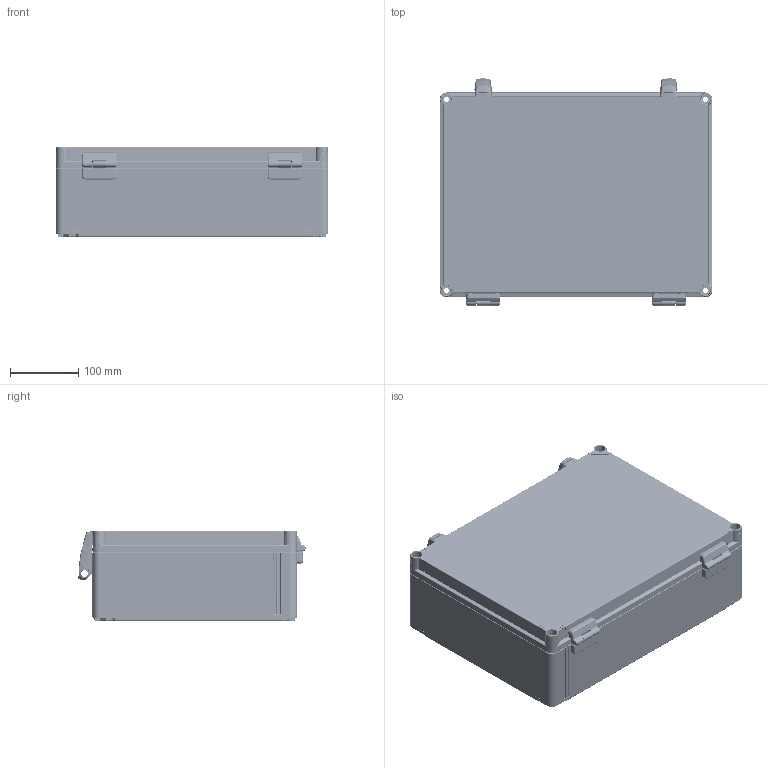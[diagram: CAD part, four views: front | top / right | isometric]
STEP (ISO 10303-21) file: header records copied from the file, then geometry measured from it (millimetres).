
FILE_DESCRIPTION((''),'2;1');
FILE_NAME('WPCP304013G_ASM','2009-01-05T',('pasi_koskela'),(''),'PRO/ENGINEER BY PARAMETRIC TECHNOLOGY CORPORATION, 2008250','PRO/ENGINEER BY PARAMETRIC TECHNOLOGY CORPORATION, 2008250','');
FILE_SCHEMA(('AUTOMOTIVE_DESIGN_CC2 { 1 2 10303 214 -1 1 5 2 }'));
Products named in the file (12): OPCP304010B_AF1; OPCG304003L_AF0; SARANA_KOTELO; SARANA_KANSI; CUBO_O_SARANATAPPI; CUBO_O_HINGE_ASM; PMR2426_KIINNITYSALUSTA; PMR2427_NIVEL; PMR2425_YL_KIINNITYS; PMR2428_ALAKIINNITYS; UUSISALPA_ASM; WPCP304013G_ASM
Assembly tree (13 placements, depth 3):
  WPCP304013G_ASM
    OPCP304010B_AF1
    OPCG304003L_AF0
    CUBO_O_HINGE_ASM  x2
      SARANA_KOTELO
      SARANA_KANSI
      CUBO_O_SARANATAPPI
    UUSISALPA_ASM  x2
      PMR2426_KIINNITYSALUSTA
      PMR2427_NIVEL
      PMR2425_YL_KIINNITYS
      PMR2428_ALAKIINNITYS
Bounding box: 400 x 333.15 x 132 mm (x, y, z)
Volume: 1866677.7 mm3; surface area: 1004179.4 mm2
Topology: 16 solids, 16 shells, 5748 faces, 14030 edges, 8493 vertices
Faces by surface type: plane 1655, bspline 1574, cylinder 1331, cone 644, torus 442, sphere 102
Entity records: 200713 total; most frequent: CARTESIAN_POINT 75368, ORIENTED_EDGE 20748, DIRECTION 18001, PRESENTATION_STYLE_ASSIGNMENT 10383, STYLED_ITEM 10383, CURVE_STYLE 10374, EDGE_CURVE 10374, AXIS2_PLACEMENT_3D 6698
